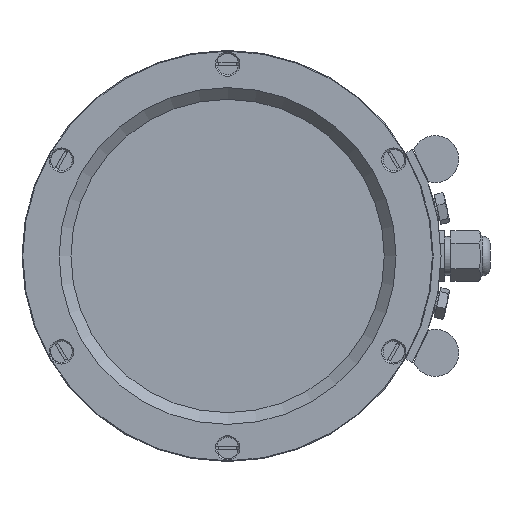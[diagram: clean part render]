
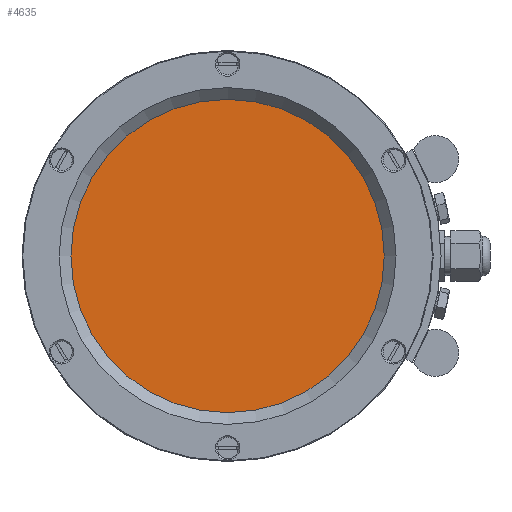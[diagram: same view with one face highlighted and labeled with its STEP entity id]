
A CAD part, front view. The second image highlights one B-rep face of the part: STEP entity #4635.
In plain terms, the highlighted face is planar.
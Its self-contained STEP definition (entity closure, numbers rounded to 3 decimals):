
#4619=CARTESIAN_POINT('',(0.0,0.0,-1.5));
#4620=DIRECTION('',(0.0,0.0,-1.0));
#4621=DIRECTION('',(-1.0,0.0,0.0));
#4622=AXIS2_PLACEMENT_3D('',#4619,#4620,#4621);
#4623=PLANE('',#4622);
#4624=CARTESIAN_POINT('',(45.0,0.,-1.5));
#4625=VERTEX_POINT('',#4624);
#4626=CARTESIAN_POINT('',(0.0,0.0,-1.5));
#4627=DIRECTION('',(0.0,0.0,1.0));
#4628=DIRECTION('',(-1.0,0.0,0.0));
#4629=AXIS2_PLACEMENT_3D('',#4626,#4627,#4628);
#4630=CIRCLE('',#4629,45.0);
#4631=EDGE_CURVE('',#4625,#4625,#4630,.T.);
#4632=ORIENTED_EDGE('',*,*,#4631,.F.);
#4633=EDGE_LOOP('',(#4632));
#4634=FACE_OUTER_BOUND('',#4633,.T.);
#4635=ADVANCED_FACE('',(#4634),#4623,.T.);
